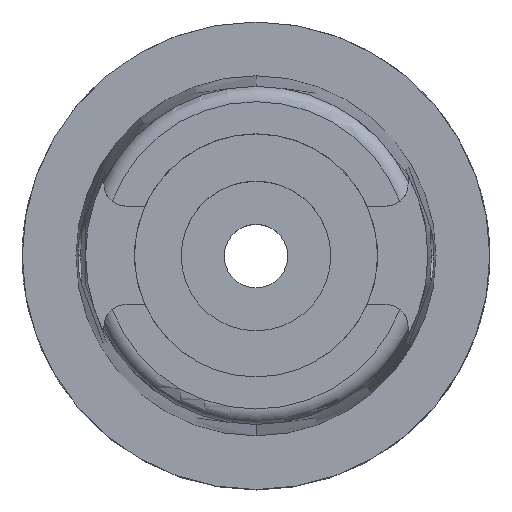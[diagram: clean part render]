
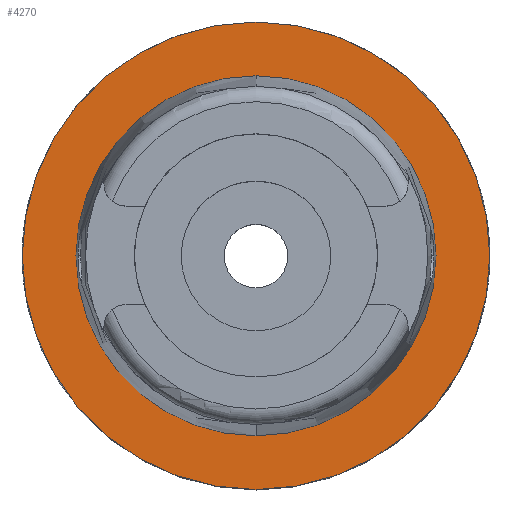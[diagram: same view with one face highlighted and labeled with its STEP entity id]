
A CAD part, top view. The second image highlights one B-rep face of the part: STEP entity #4270.
In plain terms, the highlighted planar face has unit normal (0, 0, 1).
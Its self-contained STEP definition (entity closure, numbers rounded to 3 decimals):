
#2058=CARTESIAN_POINT('',(0.,0.,0.));
#2059=DIRECTION('',(0.,0.,-1.));
#2060=DIRECTION('',(0.,-1.,0.));
#2061=AXIS2_PLACEMENT_3D('',#2058,#2059,#2060);
#2066=CARTESIAN_POINT('',(0.,0.,0.));
#2067=DIRECTION('',(0.,0.,-1.));
#2068=DIRECTION('',(0.,1.,0.));
#2069=AXIS2_PLACEMENT_3D('',#2066,#2067,#2068);
#2074=CARTESIAN_POINT('',(0.,0.,0.));
#2075=DIRECTION('',(0.,0.,1.));
#2076=DIRECTION('',(0.,-1.,0.));
#2077=AXIS2_PLACEMENT_3D('',#2074,#2075,#2076);
#2082=CARTESIAN_POINT('',(0.,0.,0.));
#2083=DIRECTION('',(0.,0.,1.));
#2084=DIRECTION('',(0.,1.,0.));
#2085=AXIS2_PLACEMENT_3D('',#2082,#2083,#2084);
#2483=CARTESIAN_POINT('',(0.,-19.25,0.));
#2484=VERTEX_POINT('',#2483);
#2485=CARTESIAN_POINT('',(0.,19.25,0.));
#2486=VERTEX_POINT('',#2485);
#2753=CARTESIAN_POINT('',(0.,25.,0.));
#2754=VERTEX_POINT('',#2753);
#2755=CARTESIAN_POINT('',(0.,-25.,0.));
#2756=VERTEX_POINT('',#2755);
#4257=CARTESIAN_POINT('',(0.,0.,0.));
#4258=DIRECTION('',(0.,0.,-1.));
#4259=DIRECTION('',(0.,-1.,0.));
#4260=AXIS2_PLACEMENT_3D('',#4257,#4258,#4259);
#4261=PLANE('',#4260);
#4262=ORIENTED_EDGE('',*,*,#4239,.T.);
#4263=ORIENTED_EDGE('',*,*,#4126,.T.);
#4264=EDGE_LOOP('',(#4262,#4263));
#4265=FACE_OUTER_BOUND('',#4264,.F.);
#4266=ORIENTED_EDGE('',*,*,#2984,.T.);
#4267=ORIENTED_EDGE('',*,*,#2953,.T.);
#4268=EDGE_LOOP('',(#4266,#4267));
#4269=FACE_BOUND('',#4268,.F.);
#2062=CIRCLE('',#2061,25.);
#2070=CIRCLE('',#2069,25.);
#2078=CIRCLE('',#2077,19.25);
#2086=CIRCLE('',#2085,19.25);
#2953=EDGE_CURVE('',#2486,#2484,#2086,.T.);
#2984=EDGE_CURVE('',#2484,#2486,#2078,.T.);
#4126=EDGE_CURVE('',#2754,#2756,#2070,.T.);
#4239=EDGE_CURVE('',#2756,#2754,#2062,.T.);
#4270=ADVANCED_FACE('',(#4265,#4269),#4261,.F.);
